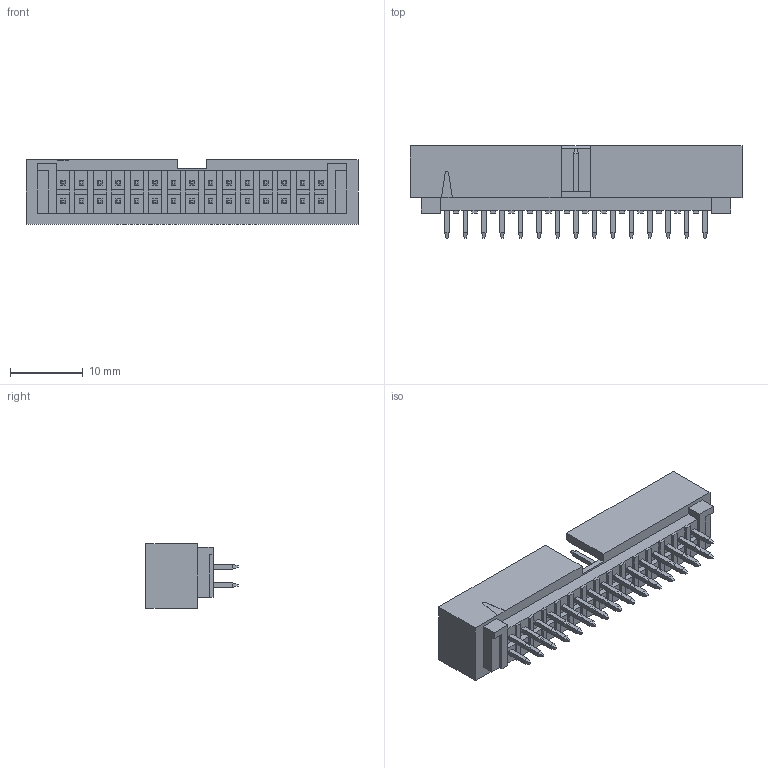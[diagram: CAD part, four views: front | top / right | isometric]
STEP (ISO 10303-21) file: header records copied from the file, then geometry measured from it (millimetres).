
FILE_DESCRIPTION((''),'2;1');
FILE_NAME('702463001','2014-07-23T',('me'),(''),'PRO/ENGINEER BY PARAMETRIC TECHNOLOGY CORPORATION, 2011490','PRO/ENGINEER BY PARAMETRIC TECHNOLOGY CORPORATION, 2011490','');
FILE_SCHEMA(('CONFIG_CONTROL_DESIGN'));
Length unit declared in the file: millimetre
Products named in the file (1): 702463001
Bounding box: 45.72 x 12.7 x 8.89 mm (x, y, z)
Volume: 1669.5 mm3; surface area: 3221.5 mm2
Topology: 1 solids, 1 shells, 702 faces, 1735 edges, 1068 vertices
Faces by surface type: plane 697, cylinder 5
Entity records: 20005 total; most frequent: CARTESIAN_POINT 3483, ORIENTED_EDGE 3350, DIRECTION 3196, EDGE_CURVE 1675, VECTOR 1658, LINE 1658, VERTEX_POINT 1008, AXIS2_PLACEMENT_3D 769
